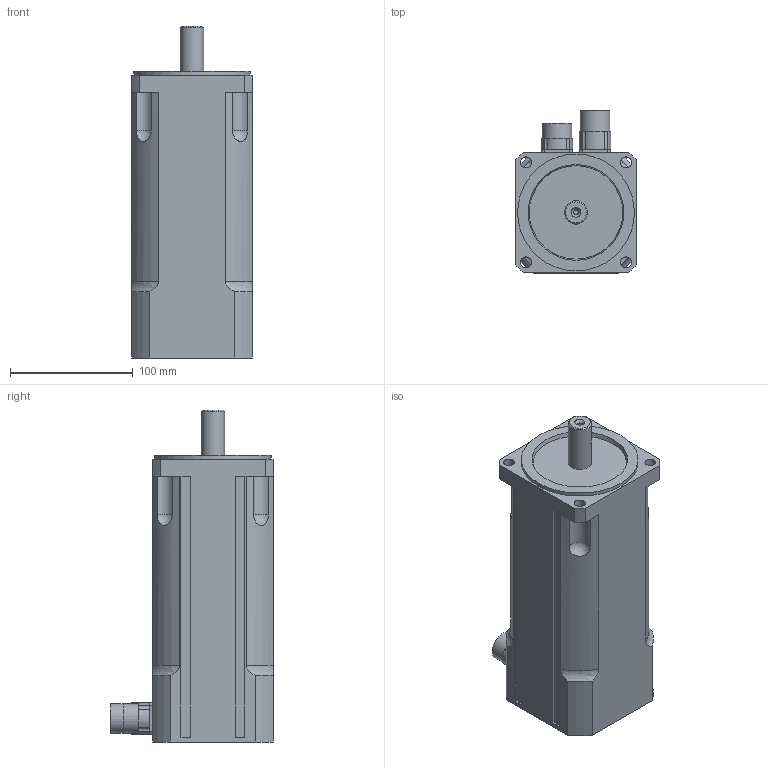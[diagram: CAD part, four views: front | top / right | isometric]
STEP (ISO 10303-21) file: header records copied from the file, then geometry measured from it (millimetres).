
FILE_DESCRIPTION((''),'2;1');
FILE_NAME('H4001 00 B Z_0780.stp','2006-07-10T10:44:08',('OslejsekP'),(''),'Autodesk Inventor 10','Autodesk Inventor 10','');
FILE_SCHEMA(('AUTOMOTIVE_DESIGN { 1 0 10303 214 1 1 1 1 }'));
Length unit declared in the file: millimetre
Products named in the file (4): H4001 00 B Z_0780; H4001 00 B_0780; Konektor_rovny_mot; Konektor_rovny_res
Assembly tree (3 placements, depth 2):
  H4001 00 B Z_0780
    H4001 00 B_0780
    Konektor_rovny_mot
    Konektor_rovny_res
Bounding box: 98 x 132 x 270 mm (x, y, z)
Volume: 2058382.8 mm3; surface area: 119488 mm2
Topology: 3 solids, 3 shells, 144 faces, 365 edges, 237 vertices
Faces by surface type: plane 60, cylinder 54, bspline 20, sphere 4, torus 4, cone 2
Full cylindrical faces by diameter (mm): 2.7 x8, 19 x1, 20 x2, 24 x2, 95 x1
Entity records: 4831 total; most frequent: CARTESIAN_POINT 1291, DIRECTION 750, ORIENTED_EDGE 664, EDGE_CURVE 332, AXIS2_PLACEMENT_3D 299, VERTEX_POINT 228, EDGE_LOOP 206, CIRCLE 168
